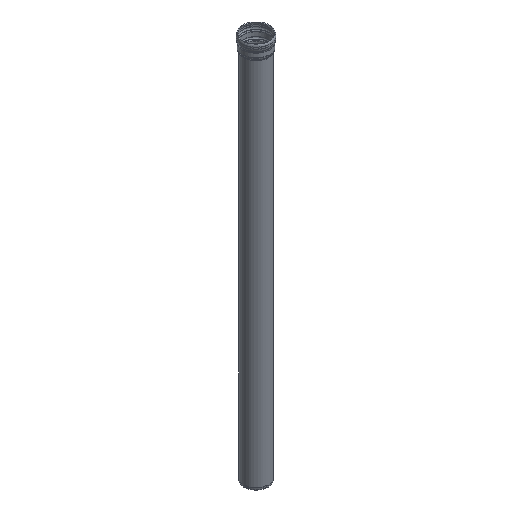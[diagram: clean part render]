
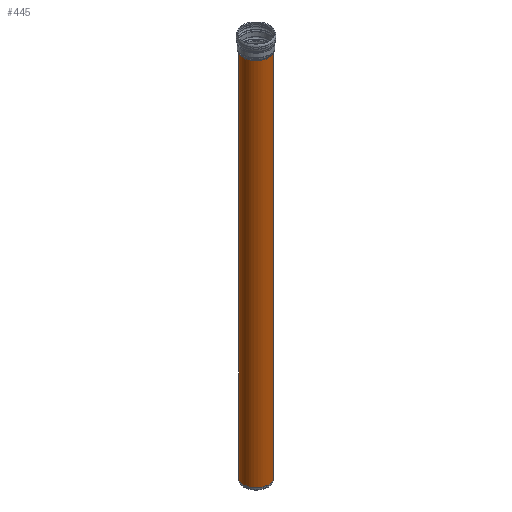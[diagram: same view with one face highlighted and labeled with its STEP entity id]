
A CAD part, isometric view. The second image highlights one B-rep face of the part: STEP entity #445.
In plain terms, the highlighted cylindrical face has radius 665 mm (diameter 1330 mm), a full revolution.
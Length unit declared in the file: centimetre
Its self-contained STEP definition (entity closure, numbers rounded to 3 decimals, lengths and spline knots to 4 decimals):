
#35=CYLINDRICAL_SURFACE('',#526,66.5);
#59=FACE_OUTER_BOUND('',#83,.T.);
#83=EDGE_LOOP('',(#409,#410,#411,#412,#413));
#97=LINE('',#841,#111);
#111=VECTOR('',#701,66.5);
#113=CIRCLE('',#451,66.5);
#150=CIRCLE('',#503,66.5);
#151=CIRCLE('',#504,66.5);
#167=VERTEX_POINT('',#709);
#198=VERTEX_POINT('',#800);
#199=VERTEX_POINT('',#802);
#212=EDGE_CURVE('',#167,#167,#113,.T.);
#257=EDGE_CURVE('',#199,#198,#150,.T.);
#258=EDGE_CURVE('',#198,#199,#151,.T.);
#277=EDGE_CURVE('',#167,#199,#97,.T.);
#409=ORIENTED_EDGE('',*,*,#212,.F.);
#410=ORIENTED_EDGE('',*,*,#277,.T.);
#411=ORIENTED_EDGE('',*,*,#257,.T.);
#412=ORIENTED_EDGE('',*,*,#258,.T.);
#413=ORIENTED_EDGE('',*,*,#277,.F.);
#445=ADVANCED_FACE('',(#59),#35,.T.);
#451=AXIS2_PLACEMENT_3D('',#711,#537,#538);
#503=AXIS2_PLACEMENT_3D('',#803,#649,#650);
#504=AXIS2_PLACEMENT_3D('',#804,#651,#652);
#526=AXIS2_PLACEMENT_3D('',#840,#699,#700);
#537=DIRECTION('center_axis',(0.,0.,
-1.));
#538=DIRECTION('ref_axis',(1.,0.,0.));
#649=DIRECTION('center_axis',(0.,0.,
-1.));
#650=DIRECTION('ref_axis',(1.,0.,0.));
#651=DIRECTION('center_axis',(0.,0.,
-1.));
#652=DIRECTION('ref_axis',(1.,0.,0.));
#699=DIRECTION('center_axis',(0.,0.,
-1.));
#700=DIRECTION('ref_axis',(1.,0.,0.));
#701=DIRECTION('',(0.,0.,1.));
#709=CARTESIAN_POINT('',(-66.5,0.,-2065.));
#711=CARTESIAN_POINT('Origin',(0.,0.,
-2065.));
#800=CARTESIAN_POINT('',(0.,-66.5,-82.5));
#802=CARTESIAN_POINT('',(-66.5,0.,-82.5));
#803=CARTESIAN_POINT('Origin',(0.,0.,
-82.5));
#804=CARTESIAN_POINT('Origin',(0.,0.,
-82.5));
#840=CARTESIAN_POINT('Origin',(0.,0.,
-91.25));
#841=CARTESIAN_POINT('',(-66.5,0.,-91.25));
